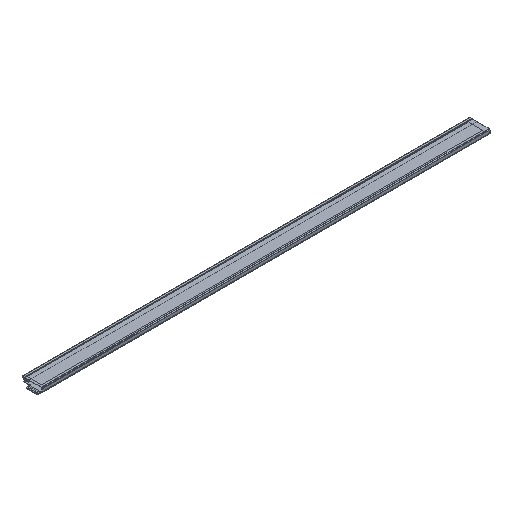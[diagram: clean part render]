
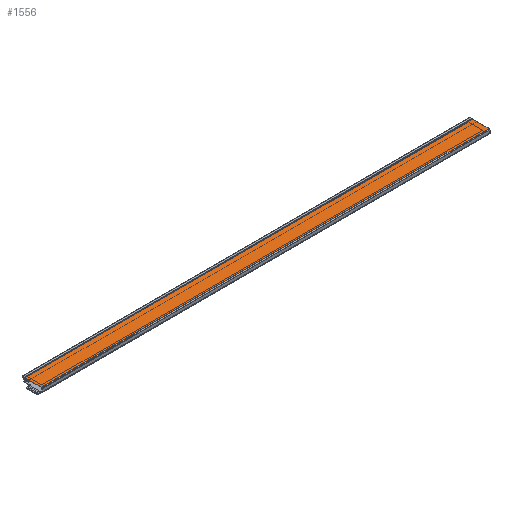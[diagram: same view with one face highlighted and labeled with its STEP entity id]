
A CAD part, isometric view. The second image highlights one B-rep face of the part: STEP entity #1556.
In plain terms, the highlighted planar face has unit normal (0, 0, 1).
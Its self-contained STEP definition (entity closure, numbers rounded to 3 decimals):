
#16 = DIRECTION ( 'NONE',  ( 1., 0., 0. ) ) ;
#31 = VECTOR ( 'NONE', #16, 1000. ) ;
#67 = EDGE_LOOP ( 'NONE', ( #2722, #2713, #2775, #1328 ) ) ;
#342 = PLANE ( 'NONE',  #1540 ) ;
#350 = VERTEX_POINT ( 'NONE', #1544 ) ;
#511 = EDGE_CURVE ( 'NONE', #350, #1730, #1672, .T. ) ;
#719 = LINE ( 'NONE', #2266, #31 ) ;
#737 = DIRECTION ( 'NONE',  ( 0., -1., 0. ) ) ;
#805 = DIRECTION ( 'NONE',  ( -1., 0., 0. ) ) ;
#1007 = CARTESIAN_POINT ( 'NONE',  ( -2., 0.7, 0. ) ) ;
#1191 = VECTOR ( 'NONE', #2556, 1000. ) ;
#1207 = VERTEX_POINT ( 'NONE', #1371 ) ;
#1319 = FACE_OUTER_BOUND ( 'NONE', #67, .T. ) ;
#1328 = ORIENTED_EDGE ( 'NONE', *, *, #2739, .T. ) ;
#1371 = CARTESIAN_POINT ( 'NONE',  ( -2., 13.4, 0. ) ) ;
#1540 = AXIS2_PLACEMENT_3D ( 'NONE', #1712, #2346, #805 ) ;
#1544 = CARTESIAN_POINT ( 'NONE',  ( 341.9, 0.7, 0. ) ) ;
#1556 = ADVANCED_FACE ( 'NONE', ( #1319 ), #342, .F. ) ;
#1571 = VERTEX_POINT ( 'NONE', #1007 ) ;
#1672 = LINE ( 'NONE', #2520, #1191 ) ;
#1712 = CARTESIAN_POINT ( 'NONE',  ( 0., 0., 0. ) ) ;
#1730 = VERTEX_POINT ( 'NONE', #2878 ) ;
#1856 = EDGE_CURVE ( 'NONE', #1571, #350, #719, .T. ) ;
#2104 = VECTOR ( 'NONE', #2429, 1000. ) ;
#2266 = CARTESIAN_POINT ( 'NONE',  ( -2., 0.7, 0. ) ) ;
#2314 = LINE ( 'NONE', #2407, #2104 ) ;
#2346 = DIRECTION ( 'NONE',  ( 0., 0., -1. ) ) ;
#2407 = CARTESIAN_POINT ( 'NONE',  ( -2., 13.4, 0. ) ) ;
#2429 = DIRECTION ( 'NONE',  ( -1., 0., 0. ) ) ;
#2520 = CARTESIAN_POINT ( 'NONE',  ( 341.9, 0., 0. ) ) ;
#2529 = VECTOR ( 'NONE', #737, 1000. ) ;
#2556 = DIRECTION ( 'NONE',  ( 0., 1., 0. ) ) ;
#2592 = LINE ( 'NONE', #2736, #2529 ) ;
#2701 = EDGE_CURVE ( 'NONE', #1730, #1207, #2314, .T. ) ;
#2713 = ORIENTED_EDGE ( 'NONE', *, *, #511, .T. ) ;
#2722 = ORIENTED_EDGE ( 'NONE', *, *, #1856, .T. ) ;
#2736 = CARTESIAN_POINT ( 'NONE',  ( -2., 0., 0. ) ) ;
#2739 = EDGE_CURVE ( 'NONE', #1207, #1571, #2592, .T. ) ;
#2775 = ORIENTED_EDGE ( 'NONE', *, *, #2701, .T. ) ;
#2878 = CARTESIAN_POINT ( 'NONE',  ( 341.9, 13.4, 0. ) ) ;
